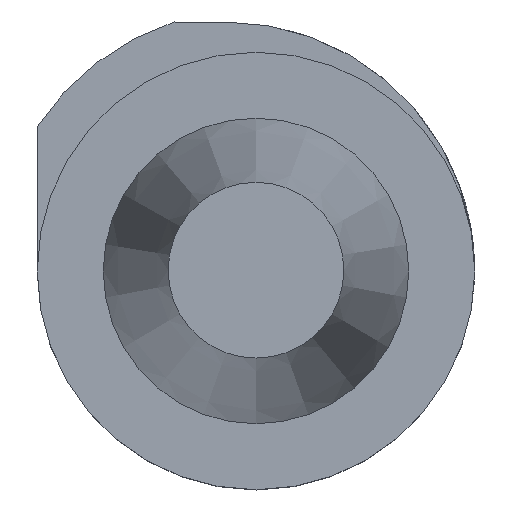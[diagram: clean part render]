
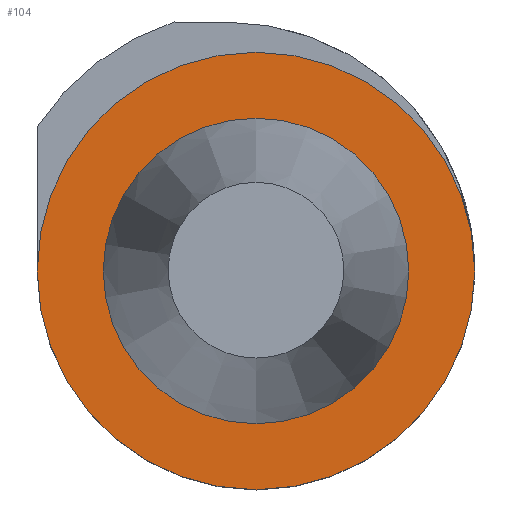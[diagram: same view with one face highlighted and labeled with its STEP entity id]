
A CAD part, top view. The second image highlights one B-rep face of the part: STEP entity #104.
In plain terms, the highlighted planar face has unit normal (0, 0, 1).
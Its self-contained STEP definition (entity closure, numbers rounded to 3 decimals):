
#104=ADVANCED_FACE('Unnamed[1]',(#300,#301),#302,.T.);
#115=EDGE_CURVE('Unnamed[1]',#320,#320,#321,.T.);
#274=EDGE_CURVE('Unnamed[1]',#535,#535,#536,.T.);
#300=FACE_OUTER_BOUND('',#554,.T.);
#301=FACE_BOUND('',#555,.T.);
#302=PLANE('',#556);
#320=VERTEX_POINT('',#581);
#321=CIRCLE('',#582,50.);
#535=VERTEX_POINT('',#891);
#536=CIRCLE('',#892,34.925);
#554=EDGE_LOOP('',(#904));
#555=EDGE_LOOP('',(#905));
#556=AXIS2_PLACEMENT_3D('',#906,#907,#908);
#581=CARTESIAN_POINT('',(0.,-50.,-1.5));
#582=AXIS2_PLACEMENT_3D('',#919,#920,#921);
#891=CARTESIAN_POINT('',(0.,-34.925,-1.5));
#892=AXIS2_PLACEMENT_3D('',#1182,#1183,#1184);
#904=ORIENTED_EDGE('',*,*,#115,.T.);
#905=ORIENTED_EDGE('',*,*,#274,.F.);
#906=CARTESIAN_POINT('',(0.,-42.463,-1.5));
#907=DIRECTION('',(0.,0.,1.0));
#908=DIRECTION('',(1.0,0.,0.0));
#919=CARTESIAN_POINT('',(0.,0.,-1.5));
#920=DIRECTION('',(0.,0.,1.0));
#921=DIRECTION('',(0.,-1.0,0.));
#1182=CARTESIAN_POINT('',(0.,0.,-1.5));
#1183=DIRECTION('',(0.,0.,1.0));
#1184=DIRECTION('',(0.,-1.0,0.));
